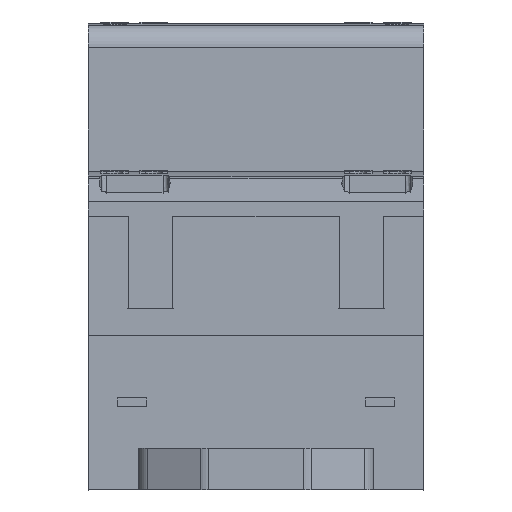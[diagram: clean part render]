
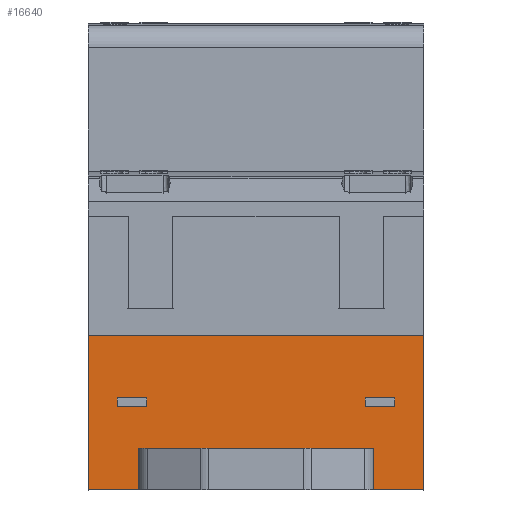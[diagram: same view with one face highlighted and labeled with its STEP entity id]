
A CAD part, front view. The second image highlights one B-rep face of the part: STEP entity #16640.
In plain terms, the highlighted planar face has unit normal (0, -1, 0).
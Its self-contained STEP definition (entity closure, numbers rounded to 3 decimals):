
#11 = FACE_OUTER_BOUND ( 'NONE', #9157, .T. ) ;
#374 = PLANE ( 'NONE',  #4877 ) ;
#609 = CARTESIAN_POINT ( 'NONE',  ( -15.3, -42.5, 0. ) ) ;
#1700 = LINE ( 'NONE', #9195, #8950 ) ;
#1770 = LINE ( 'NONE', #15522, #15461 ) ;
#1807 = VECTOR ( 'NONE', #19994, 1000. ) ;
#2032 = CARTESIAN_POINT ( 'NONE',  ( 0., -42.5, 14.05 ) ) ;
#2784 = CARTESIAN_POINT ( 'NONE',  ( 15.3, -42.5, 14.05 ) ) ;
#2991 = VERTEX_POINT ( 'NONE', #23402 ) ;
#3322 = DIRECTION ( 'NONE',  ( 0., 0., 1. ) ) ;
#3450 = ORIENTED_EDGE ( 'NONE', *, *, #26954, .F. ) ;
#3841 = ORIENTED_EDGE ( 'NONE', *, *, #18644, .F. ) ;
#3859 = EDGE_CURVE ( 'NONE', #5877, #28062, #18587, .T. ) ;
#3931 = CARTESIAN_POINT ( 'NONE',  ( -15.3, -42.5, 21.378 ) ) ;
#4164 = ORIENTED_EDGE ( 'NONE', *, *, #9863, .F. ) ;
#4486 = CARTESIAN_POINT ( 'NONE',  ( -12.65, -42.5, 8.4 ) ) ;
#4672 = CARTESIAN_POINT ( 'NONE',  ( 12.65, -42.5, 8. ) ) ;
#4877 = AXIS2_PLACEMENT_3D ( 'NONE', #609, #19758, #3322 ) ;
#5175 = ORIENTED_EDGE ( 'NONE', *, *, #3859, .T. ) ;
#5438 = LINE ( 'NONE', #11335, #12724 ) ;
#5877 = VERTEX_POINT ( 'NONE', #23168 ) ;
#6080 = VECTOR ( 'NONE', #17493, 1000. ) ;
#6169 = CARTESIAN_POINT ( 'NONE',  ( -15.3, -42.5, 0. ) ) ;
#6336 = CARTESIAN_POINT ( 'NONE',  ( 10.7, -42.5, 0. ) ) ;
#6463 = VERTEX_POINT ( 'NONE', #6169 ) ;
#6833 = VERTEX_POINT ( 'NONE', #13692 ) ;
#6875 = DIRECTION ( 'NONE',  ( 0., 0., -1. ) ) ;
#6889 = VECTOR ( 'NONE', #12663, 1000. ) ;
#7133 = CARTESIAN_POINT ( 'NONE',  ( 0., -42.5, 0. ) ) ;
#7224 = VECTOR ( 'NONE', #31375, 1000. ) ;
#7229 = FACE_BOUND ( 'NONE', #28354, .T. ) ;
#7268 = LINE ( 'NONE', #18978, #22734 ) ;
#7932 = VECTOR ( 'NONE', #6875, 1000. ) ;
#7959 = VECTOR ( 'NONE', #34835, 1000. ) ;
#8100 = EDGE_CURVE ( 'NONE', #23215, #11163, #14226, .T. ) ;
#8146 = EDGE_CURVE ( 'NONE', #6463, #2991, #27944, .T. ) ;
#8950 = VECTOR ( 'NONE', #17497, 1000. ) ;
#9137 = ORIENTED_EDGE ( 'NONE', *, *, #8100, .T. ) ;
#9157 = EDGE_LOOP ( 'NONE', ( #31830, #10088, #13834, #12123, #9137, #4164, #17101, #3841 ) ) ;
#9195 = CARTESIAN_POINT ( 'NONE',  ( 10.7, -42.5, 7.025 ) ) ;
#9218 = VERTEX_POINT ( 'NONE', #28769 ) ;
#9366 = ORIENTED_EDGE ( 'NONE', *, *, #33580, .T. ) ;
#9430 = CARTESIAN_POINT ( 'NONE',  ( -10.7, -42.5, 7.025 ) ) ;
#9479 = CARTESIAN_POINT ( 'NONE',  ( -12.65, -42.5, 7.6 ) ) ;
#9638 = EDGE_CURVE ( 'NONE', #25190, #16218, #1700, .T. ) ;
#9687 = EDGE_CURVE ( 'NONE', #29682, #9218, #14533, .T. ) ;
#9863 = EDGE_CURVE ( 'NONE', #2991, #11163, #30376, .T. ) ;
#9912 = VECTOR ( 'NONE', #21795, 1000. ) ;
#9997 = DIRECTION ( 'NONE',  ( 1., 0., 0. ) ) ;
#10088 = ORIENTED_EDGE ( 'NONE', *, *, #10813, .F. ) ;
#10784 = LINE ( 'NONE', #30063, #9912 ) ;
#10804 = DIRECTION ( 'NONE',  ( 0., 0., 1. ) ) ;
#10813 = EDGE_CURVE ( 'NONE', #16218, #29682, #29074, .T. ) ;
#11163 = VERTEX_POINT ( 'NONE', #2784 ) ;
#11335 = CARTESIAN_POINT ( 'NONE',  ( 0., -42.5, 8.4 ) ) ;
#11824 = ORIENTED_EDGE ( 'NONE', *, *, #32660, .F. ) ;
#12123 = ORIENTED_EDGE ( 'NONE', *, *, #22000, .F. ) ;
#12344 = CARTESIAN_POINT ( 'NONE',  ( -9.95, -42.5, 8.4 ) ) ;
#12663 = DIRECTION ( 'NONE',  ( -1., 0., 0. ) ) ;
#12724 = VECTOR ( 'NONE', #24988, 1000. ) ;
#13088 = ORIENTED_EDGE ( 'NONE', *, *, #15341, .F. ) ;
#13692 = CARTESIAN_POINT ( 'NONE',  ( 9.95, -42.5, 7.6 ) ) ;
#13834 = ORIENTED_EDGE ( 'NONE', *, *, #9638, .F. ) ;
#13959 = LINE ( 'NONE', #16716, #27671 ) ;
#14226 = LINE ( 'NONE', #14737, #6080 ) ;
#14344 = ORIENTED_EDGE ( 'NONE', *, *, #25863, .F. ) ;
#14533 = LINE ( 'NONE', #9430, #7224 ) ;
#14537 = FACE_BOUND ( 'NONE', #21186, .T. ) ;
#14737 = CARTESIAN_POINT ( 'NONE',  ( 15.3, -42.5, 21.378 ) ) ;
#15051 = LINE ( 'NONE', #7133, #6889 ) ;
#15341 = EDGE_CURVE ( 'NONE', #5877, #34489, #10784, .T. ) ;
#15349 = VECTOR ( 'NONE', #25437, 1000. ) ;
#15461 = VECTOR ( 'NONE', #9997, 1000. ) ;
#15522 = CARTESIAN_POINT ( 'NONE',  ( 0., -42.5, 7.6 ) ) ;
#15707 = VERTEX_POINT ( 'NONE', #4486 ) ;
#15730 = EDGE_CURVE ( 'NONE', #29236, #29424, #1770, .T. ) ;
#16218 = VERTEX_POINT ( 'NONE', #34812 ) ;
#16314 = CARTESIAN_POINT ( 'NONE',  ( 15.3, -42.5, 0. ) ) ;
#16640 = ADVANCED_FACE ( 'NONE', ( #14537, #7229, #11 ), #374, .F. ) ;
#16666 = VECTOR ( 'NONE', #34991, 1000. ) ;
#16716 = CARTESIAN_POINT ( 'NONE',  ( 0., -42.5, 0. ) ) ;
#17101 = ORIENTED_EDGE ( 'NONE', *, *, #8146, .F. ) ;
#17146 = CARTESIAN_POINT ( 'NONE',  ( -10.7, -42.5, 3.8 ) ) ;
#17236 = CARTESIAN_POINT ( 'NONE',  ( -9.95, -42.5, 8. ) ) ;
#17418 = CARTESIAN_POINT ( 'NONE',  ( 0., -42.5, 3.8 ) ) ;
#17493 = DIRECTION ( 'NONE',  ( 0., 0., 1. ) ) ;
#17497 = DIRECTION ( 'NONE',  ( 0., 0., 1. ) ) ;
#17741 = VECTOR ( 'NONE', #34901, 1000. ) ;
#18587 = LINE ( 'NONE', #4672, #17741 ) ;
#18644 = EDGE_CURVE ( 'NONE', #9218, #6463, #13959, .T. ) ;
#18978 = CARTESIAN_POINT ( 'NONE',  ( -12.65, -42.5, 8. ) ) ;
#19105 = EDGE_CURVE ( 'NONE', #6833, #28062, #19583, .T. ) ;
#19583 = LINE ( 'NONE', #26529, #7959 ) ;
#19758 = DIRECTION ( 'NONE',  ( 0., 1., 0. ) ) ;
#19994 = DIRECTION ( 'NONE',  ( 0., 0., 1. ) ) ;
#20366 = DIRECTION ( 'NONE',  ( 0., 0., 1. ) ) ;
#21186 = EDGE_LOOP ( 'NONE', ( #25632, #9366, #3450, #11824 ) ) ;
#21361 = CARTESIAN_POINT ( 'NONE',  ( -9.95, -42.5, 7.6 ) ) ;
#21683 = LINE ( 'NONE', #34212, #7932 ) ;
#21795 = DIRECTION ( 'NONE',  ( -1., 0., 0. ) ) ;
#22000 = EDGE_CURVE ( 'NONE', #23215, #25190, #15051, .T. ) ;
#22734 = VECTOR ( 'NONE', #10804, 1000. ) ;
#22758 = CARTESIAN_POINT ( 'NONE',  ( 12.65, -42.5, 7.6 ) ) ;
#23168 = CARTESIAN_POINT ( 'NONE',  ( 12.65, -42.5, 8.4 ) ) ;
#23215 = VERTEX_POINT ( 'NONE', #16314 ) ;
#23402 = CARTESIAN_POINT ( 'NONE',  ( -15.3, -42.5, 14.05 ) ) ;
#24988 = DIRECTION ( 'NONE',  ( -1., 0., 0. ) ) ;
#25190 = VERTEX_POINT ( 'NONE', #6336 ) ;
#25364 = LINE ( 'NONE', #17236, #1807 ) ;
#25437 = DIRECTION ( 'NONE',  ( -1., 0., 0. ) ) ;
#25632 = ORIENTED_EDGE ( 'NONE', *, *, #15730, .F. ) ;
#25863 = EDGE_CURVE ( 'NONE', #34489, #6833, #21683, .T. ) ;
#26529 = CARTESIAN_POINT ( 'NONE',  ( 0., -42.5, 7.6 ) ) ;
#26702 = CARTESIAN_POINT ( 'NONE',  ( 9.95, -42.5, 8.4 ) ) ;
#26954 = EDGE_CURVE ( 'NONE', #32225, #15707, #5438, .T. ) ;
#27060 = VECTOR ( 'NONE', #20366, 1000. ) ;
#27671 = VECTOR ( 'NONE', #33138, 1000. ) ;
#27944 = LINE ( 'NONE', #3931, #27060 ) ;
#28062 = VERTEX_POINT ( 'NONE', #22758 ) ;
#28354 = EDGE_LOOP ( 'NONE', ( #14344, #13088, #5175, #28981 ) ) ;
#28769 = CARTESIAN_POINT ( 'NONE',  ( -10.7, -42.5, 0. ) ) ;
#28981 = ORIENTED_EDGE ( 'NONE', *, *, #19105, .F. ) ;
#29074 = LINE ( 'NONE', #17418, #15349 ) ;
#29236 = VERTEX_POINT ( 'NONE', #9479 ) ;
#29424 = VERTEX_POINT ( 'NONE', #21361 ) ;
#29682 = VERTEX_POINT ( 'NONE', #17146 ) ;
#30063 = CARTESIAN_POINT ( 'NONE',  ( 0., -42.5, 8.4 ) ) ;
#30376 = LINE ( 'NONE', #2032, #16666 ) ;
#31375 = DIRECTION ( 'NONE',  ( 0., 0., -1. ) ) ;
#31830 = ORIENTED_EDGE ( 'NONE', *, *, #9687, .F. ) ;
#32225 = VERTEX_POINT ( 'NONE', #12344 ) ;
#32660 = EDGE_CURVE ( 'NONE', #29424, #32225, #25364, .T. ) ;
#33138 = DIRECTION ( 'NONE',  ( -1., 0., 0. ) ) ;
#33580 = EDGE_CURVE ( 'NONE', #29236, #15707, #7268, .T. ) ;
#34212 = CARTESIAN_POINT ( 'NONE',  ( 9.95, -42.5, 8. ) ) ;
#34489 = VERTEX_POINT ( 'NONE', #26702 ) ;
#34812 = CARTESIAN_POINT ( 'NONE',  ( 10.7, -42.5, 3.8 ) ) ;
#34835 = DIRECTION ( 'NONE',  ( 1., 0., 0. ) ) ;
#34901 = DIRECTION ( 'NONE',  ( 0., 0., -1. ) ) ;
#34991 = DIRECTION ( 'NONE',  ( 1., 0., 0. ) ) ;
